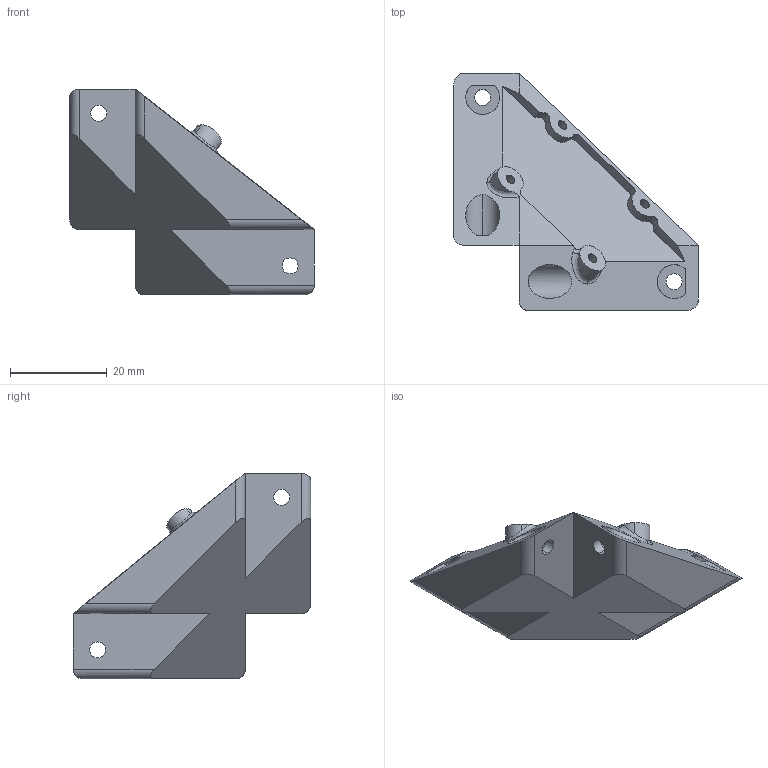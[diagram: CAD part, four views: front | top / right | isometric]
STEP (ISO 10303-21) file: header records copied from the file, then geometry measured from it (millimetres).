
FILE_DESCRIPTION (( 'STEP AP203' ), '1' );
FILE_NAME ('1515_3x corner.STEP', '2025-03-29T23:23:00', ( '' ), ( '' ), 'SwSTEP 2.0', 'SolidWorks 2025', '' );
FILE_SCHEMA (( 'CONFIG_CONTROL_DESIGN' ));
Length unit declared in the file: millimetre
Products named in the file (1): 1515_3x corner
Bounding box: 50.5 x 49 x 42.5 mm (x, y, z)
Volume: 22540.9 mm3; surface area: 7574.8 mm2
Topology: 1 solids, 1 shells, 104 faces, 268 edges, 176 vertices
Faces by surface type: cylinder 62, plane 37, bspline 5
Entity records: 3465 total; most frequent: CARTESIAN_POINT 859, ORIENTED_EDGE 536, DIRECTION 525, EDGE_CURVE 268, AXIS2_PLACEMENT_3D 199, VERTEX_POINT 176, EDGE_LOOP 130, LINE 127
